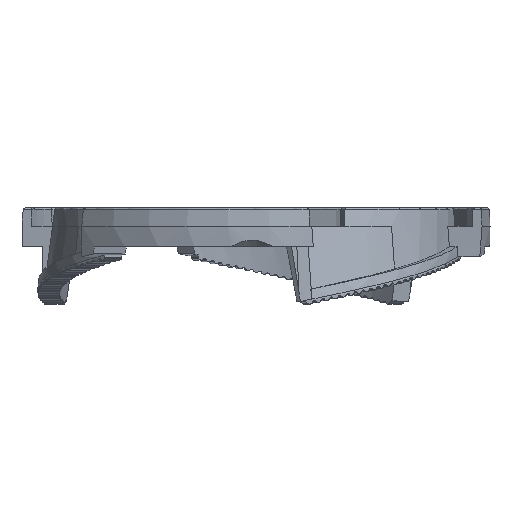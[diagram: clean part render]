
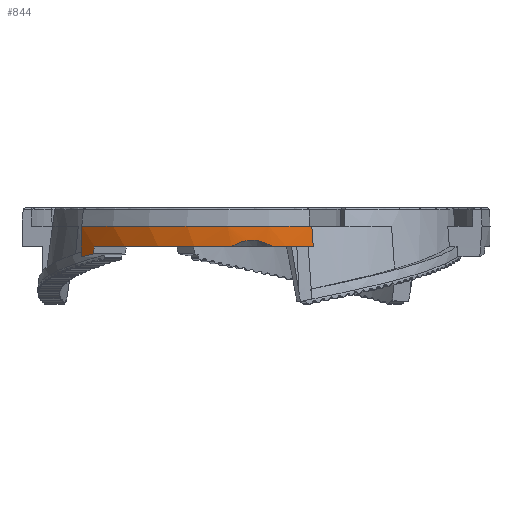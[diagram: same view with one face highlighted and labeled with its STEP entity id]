
A CAD part, front view. The second image highlights one B-rep face of the part: STEP entity #844.
In plain terms, the highlighted conical face has half-angle 3 degrees and reference radius 23.5 mm.
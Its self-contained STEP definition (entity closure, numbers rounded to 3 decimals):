
#844=ADVANCED_FACE('',(#2103),#2104,.T.);
#2103=FACE_OUTER_BOUND('',#5165,.T.);
#2104=CONICAL_SURFACE('',#5166,23.5,0.052);
#5165=EDGE_LOOP('',(#10739,#10740,#10741,#10742,#10743,#10744,#10745,#10746,#10747));
#5166=AXIS2_PLACEMENT_3D('',#10748,#10749,#10750);
#10739=ORIENTED_EDGE('',*,*,#14678,.T.);
#10740=ORIENTED_EDGE('',*,*,#15293,.F.);
#10741=ORIENTED_EDGE('',*,*,#14827,.T.);
#10742=ORIENTED_EDGE('',*,*,#15294,.F.);
#10743=ORIENTED_EDGE('',*,*,#15295,.F.);
#10744=ORIENTED_EDGE('',*,*,#15296,.F.);
#10745=ORIENTED_EDGE('',*,*,#15290,.T.);
#10746=ORIENTED_EDGE('',*,*,#15297,.F.);
#10747=ORIENTED_EDGE('',*,*,#15298,.F.);
#10748=CARTESIAN_POINT('',(0.,0.,0.4));
#10749=DIRECTION('',(0.,0.,1.0));
#10750=DIRECTION('',(1.0,0.,0.));
#14678=EDGE_CURVE('',#16980,#16978,#16981,.T.);
#14827=EDGE_CURVE('',#17213,#17227,#17229,.F.);
#15290=EDGE_CURVE('',#17953,#17951,#17954,.F.);
#15293=EDGE_CURVE('',#17213,#16978,#17957,.T.);
#15294=EDGE_CURVE('',#17958,#17227,#17959,.T.);
#15295=EDGE_CURVE('',#17960,#17958,#17961,.T.);
#15296=EDGE_CURVE('',#17953,#17960,#17962,.T.);
#15297=EDGE_CURVE('',#17963,#17951,#17964,.T.);
#15298=EDGE_CURVE('',#16980,#17963,#17965,.T.);
#16978=VERTEX_POINT('',#20699);
#16980=VERTEX_POINT('',#20702);
#16981=CIRCLE('',#20703,23.5);
#17213=VERTEX_POINT('',#21181);
#17227=VERTEX_POINT('',#21206);
#17229=ELLIPSE('',#21211,420.531,29.348);
#17951=VERTEX_POINT('',#22928);
#17953=VERTEX_POINT('',#22930);
#17954=B_SPLINE_CURVE_WITH_KNOTS('',3,(#22931,#22932,#22933,#22934,#22935,#22936,#22937,#22938,#22939,#22940,#22941,#22942,#22943,#22944,#22945,#22946),.UNSPECIFIED.,.F.,.F.,(4,2,2,2,2,2,2,4),(0.017,0.018,0.018,0.019,0.019,0.02,0.02,0.021),.UNSPECIFIED.);
#17957=CIRCLE('',#22949,23.5);
#17958=VERTEX_POINT('',#22950);
#17959=B_SPLINE_CURVE_WITH_KNOTS('',3,(#22951,#22952,#22953,#22954),.UNSPECIFIED.,.F.,.F.,(4,4),(0.003,0.005),.UNSPECIFIED.);
#17960=VERTEX_POINT('',#22955);
#17961=ELLIPSE('',#22956,120.345,24.249);
#17962=CIRCLE('',#22957,23.395);
#17963=VERTEX_POINT('',#22958);
#17964=CIRCLE('',#22959,23.395);
#17965=ELLIPSE('',#22960,420.531,29.348);
#20699=CARTESIAN_POINT('',(5.643,-22.813,0.4));
#20702=CARTESIAN_POINT('',(5.884,-22.751,0.4));
#20703=AXIS2_PLACEMENT_3D('',#26743,#26744,#26745);
#21181=CARTESIAN_POINT('',(-16.761,-16.471,0.4));
#21206=CARTESIAN_POINT('',(-16.833,-16.171,-2.622));
#21211=AXIS2_PLACEMENT_3D('',#26902,#26903,#26904);
#22928=CARTESIAN_POINT('',(1.991,-23.31,-1.6));
#22930=CARTESIAN_POINT('',(-1.991,-23.31,-1.6));
#22931=CARTESIAN_POINT('',(1.991,-23.31,-1.6));
#22932=CARTESIAN_POINT('',(1.685,-23.346,-1.427));
#22933=CARTESIAN_POINT('',(1.37,-23.375,-1.274));
#22934=CARTESIAN_POINT('',(0.873,-23.406,-1.104));
#22935=CARTESIAN_POINT('',(0.701,-23.414,-1.058));
#22936=CARTESIAN_POINT('',(0.353,-23.425,-0.994));
#22937=CARTESIAN_POINT('',(0.178,-23.428,-0.978));
#22938=CARTESIAN_POINT('',(-0.173,-23.428,-0.978));
#22939=CARTESIAN_POINT('',(-0.351,-23.425,-0.994));
#22940=CARTESIAN_POINT('',(-0.699,-23.414,-1.057));
#22941=CARTESIAN_POINT('',(-0.869,-23.406,-1.103));
#22942=CARTESIAN_POINT('',(-1.202,-23.385,-1.216));
#22943=CARTESIAN_POINT('',(-1.367,-23.372,-1.284));
#22944=CARTESIAN_POINT('',(-1.685,-23.344,-1.433));
#22945=CARTESIAN_POINT('',(-1.84,-23.328,-1.514));
#22946=CARTESIAN_POINT('',(-1.991,-23.31,-1.6));
#22949=AXIS2_PLACEMENT_3D('',#27163,#27164,#27165);
#22950=CARTESIAN_POINT('',(-15.604,-17.381,-2.316));
#22951=CARTESIAN_POINT('',(-15.604,-17.381,-2.316));
#22952=CARTESIAN_POINT('',(-16.028,-16.993,-2.418));
#22953=CARTESIAN_POINT('',(-16.439,-16.589,-2.52));
#22954=CARTESIAN_POINT('',(-16.833,-16.171,-2.622));
#22955=CARTESIAN_POINT('',(-15.515,-17.511,-1.6));
#22956=AXIS2_PLACEMENT_3D('',#27166,#27167,#27168);
#22957=AXIS2_PLACEMENT_3D('',#27169,#27170,#27171);
#22958=CARTESIAN_POINT('',(6.027,-22.606,-1.6));
#22959=AXIS2_PLACEMENT_3D('',#27172,#27173,#27174);
#22960=AXIS2_PLACEMENT_3D('',#27175,#27176,#27177);
#26743=CARTESIAN_POINT('',(0.,0.,0.4));
#26744=DIRECTION('',(0.,0.,-1.0));
#26745=DIRECTION('',(-1.0,0.,0.));
#26902=CARTESIAN_POINT('',(15.389,-15.66,251.35));
#26903=DIRECTION('',(-0.698,0.711,0.087));
#26904=DIRECTION('',(0.061,-0.062,0.996));
#27163=CARTESIAN_POINT('',(0.,0.,0.4));
#27164=DIRECTION('',(0.0,0.0,1.0));
#27165=DIRECTION('',(1.0,0.0,0.0));
#27166=CARTESIAN_POINT('',(4.691,-4.007,29.424));
#27167=DIRECTION('',(0.744,-0.635,-0.208));
#27168=DIRECTION('',(0.158,-0.135,0.978));
#27169=CARTESIAN_POINT('',(0.,0.,-1.6));
#27170=DIRECTION('',(0.,0.,-1.0));
#27171=DIRECTION('',(-1.0,0.,0.));
#27172=CARTESIAN_POINT('',(0.,0.,-1.6));
#27173=DIRECTION('',(0.,0.,-1.0));
#27174=DIRECTION('',(-1.0,0.,0.));
#27175=CARTESIAN_POINT('',(-21.256,-5.497,251.35));
#27176=DIRECTION('',(0.964,0.249,0.087));
#27177=DIRECTION('',(-0.084,-0.022,0.996));
